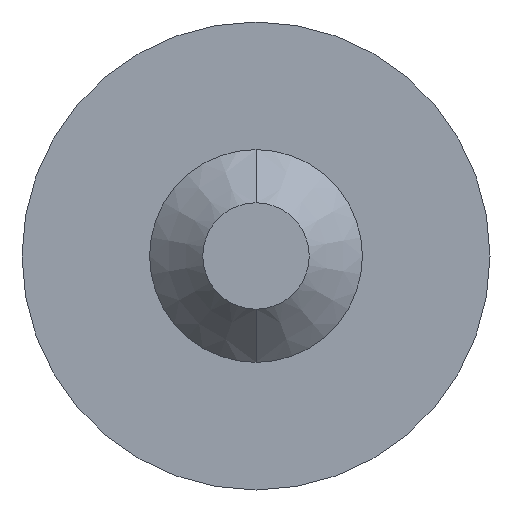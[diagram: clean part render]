
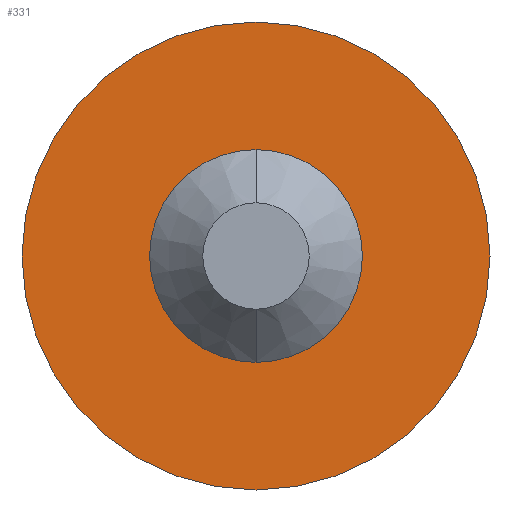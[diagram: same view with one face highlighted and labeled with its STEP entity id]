
A CAD part, front view. The second image highlights one B-rep face of the part: STEP entity #331.
In plain terms, the highlighted planar face has unit normal (0, -1, 0).
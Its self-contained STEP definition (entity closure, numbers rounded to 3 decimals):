
#2 = DIRECTION ( 'NONE',  ( 0., -1., 0. ) ) ;
#4 = CIRCLE ( 'NONE', #323, 1. ) ;
#6 = EDGE_CURVE ( 'NONE', #56, #368, #4, .T. ) ;
#7 = DIRECTION ( 'NONE',  ( 0., -1., 0. ) ) ;
#9 = ORIENTED_EDGE ( 'NONE', *, *, #133, .T. ) ;
#38 = DIRECTION ( 'NONE',  ( 0., 0., -1. ) ) ;
#54 = CARTESIAN_POINT ( 'NONE',  ( 1., 7., 0. ) ) ;
#56 = VERTEX_POINT ( 'NONE', #100 ) ;
#58 = PLANE ( 'NONE',  #343 ) ;
#63 = FACE_OUTER_BOUND ( 'NONE', #337, .T. ) ;
#91 = ORIENTED_EDGE ( 'NONE', *, *, #6, .F. ) ;
#98 = DIRECTION ( 'NONE',  ( 0., -1., 0. ) ) ;
#100 = CARTESIAN_POINT ( 'NONE',  ( 0., 7., -1. ) ) ;
#124 = DIRECTION ( 'NONE',  ( 0., 0., -1. ) ) ;
#133 = EDGE_CURVE ( 'NONE', #200, #284, #270, .T. ) ;
#148 = CARTESIAN_POINT ( 'NONE',  ( 0., 7., 2.2 ) ) ;
#152 = CARTESIAN_POINT ( 'NONE',  ( 0., 7., -2.2 ) ) ;
#166 = EDGE_CURVE ( 'NONE', #284, #200, #240, .T. ) ;
#176 = DIRECTION ( 'NONE',  ( 0., 0., -1. ) ) ;
#177 = EDGE_CURVE ( 'NONE', #368, #56, #321, .T. ) ;
#178 = DIRECTION ( 'NONE',  ( 0., -1., 0. ) ) ;
#194 = AXIS2_PLACEMENT_3D ( 'NONE', #353, #178, #232 ) ;
#200 = VERTEX_POINT ( 'NONE', #148 ) ;
#223 = DIRECTION ( 'NONE',  ( 0., 0., -1. ) ) ;
#226 = CARTESIAN_POINT ( 'NONE',  ( 0., 7., 0. ) ) ;
#232 = DIRECTION ( 'NONE',  ( 0., 0., -1. ) ) ;
#240 = CIRCLE ( 'NONE', #241, 2.2 ) ;
#241 = AXIS2_PLACEMENT_3D ( 'NONE', #357, #98, #176 ) ;
#246 = EDGE_LOOP ( 'NONE', ( #91, #362 ) ) ;
#257 = CARTESIAN_POINT ( 'NONE',  ( 0., 7., 0. ) ) ;
#262 = AXIS2_PLACEMENT_3D ( 'NONE', #257, #320, #124 ) ;
#270 = CIRCLE ( 'NONE', #262, 2.2 ) ;
#284 = VERTEX_POINT ( 'NONE', #152 ) ;
#291 = FACE_BOUND ( 'NONE', #246, .T. ) ;
#314 = ORIENTED_EDGE ( 'NONE', *, *, #166, .T. ) ;
#320 = DIRECTION ( 'NONE',  ( 0., -1., 0. ) ) ;
#321 = CIRCLE ( 'NONE', #194, 1. ) ;
#323 = AXIS2_PLACEMENT_3D ( 'NONE', #226, #7, #38 ) ;
#331 = ADVANCED_FACE ( 'NONE', ( #63, #291 ), #58, .T. ) ;
#337 = EDGE_LOOP ( 'NONE', ( #314, #9 ) ) ;
#343 = AXIS2_PLACEMENT_3D ( 'NONE', #54, #2, #223 ) ;
#353 = CARTESIAN_POINT ( 'NONE',  ( 0., 7., 0. ) ) ;
#357 = CARTESIAN_POINT ( 'NONE',  ( 0., 7., 0. ) ) ;
#362 = ORIENTED_EDGE ( 'NONE', *, *, #177, .F. ) ;
#368 = VERTEX_POINT ( 'NONE', #369 ) ;
#369 = CARTESIAN_POINT ( 'NONE',  ( 0., 7., 1. ) ) ;
